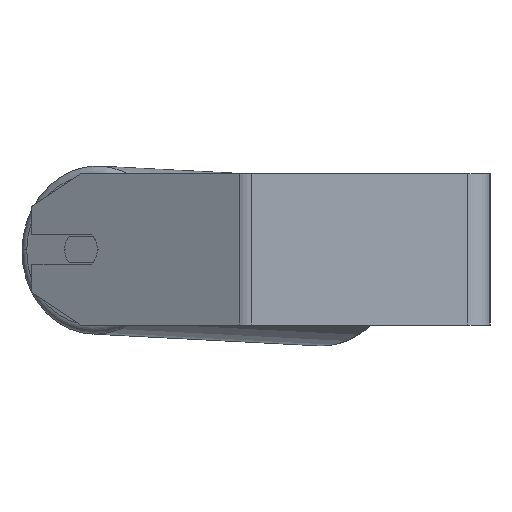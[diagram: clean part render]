
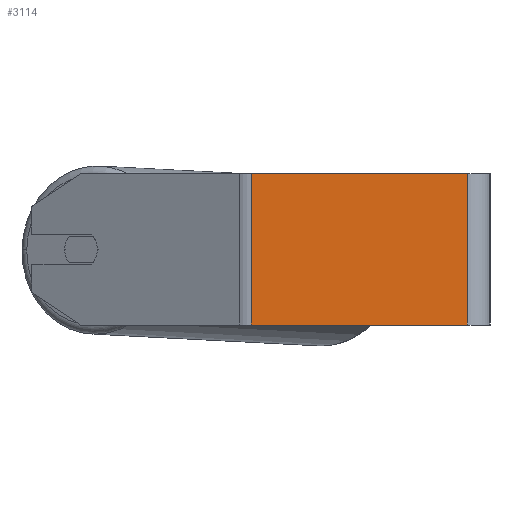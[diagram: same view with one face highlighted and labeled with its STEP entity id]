
A CAD part, left-side view. The second image highlights one B-rep face of the part: STEP entity #3114.
In plain terms, the highlighted planar face has unit normal (-1, 0, 0).
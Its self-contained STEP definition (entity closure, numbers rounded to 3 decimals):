
#1 = CARTESIAN_POINT ( 'NONE',  ( -300., 129.568, 40. ) ) ;
#244 = CARTESIAN_POINT ( 'NONE',  ( -300., 129.568, 40. ) ) ;
#328 = VECTOR ( 'NONE', #5641, 1000. ) ;
#838 = FACE_OUTER_BOUND ( 'NONE', #3216, .T. ) ;
#1043 = LINE ( 'NONE', #4356, #5457 ) ;
#1136 = CARTESIAN_POINT ( 'NONE',  ( -300., 126.353, -40. ) ) ;
#1186 = LINE ( 'NONE', #7290, #3903 ) ;
#1264 = EDGE_CURVE ( 'NONE', #1312, #4412, #1043, .T. ) ;
#1312 = VERTEX_POINT ( 'NONE', #2210 ) ;
#1513 = VECTOR ( 'NONE', #2457, 1000. ) ;
#1871 = VERTEX_POINT ( 'NONE', #1136 ) ;
#2210 = CARTESIAN_POINT ( 'NONE',  ( -300., 12., 40. ) ) ;
#2457 = DIRECTION ( 'NONE',  ( 0., -1., 0. ) ) ;
#2482 = DIRECTION ( 'NONE',  ( 1., 0., 0. ) ) ;
#2797 = LINE ( 'NONE', #1, #1513 ) ;
#2924 = ORIENTED_EDGE ( 'NONE', *, *, #1264, .F. ) ;
#3114 = ADVANCED_FACE ( 'NONE', ( #838 ), #5785, .F. ) ;
#3208 = DIRECTION ( 'NONE',  ( 0., 0., -1. ) ) ;
#3216 = EDGE_LOOP ( 'NONE', ( #5815, #2924, #3850, #4626 ) ) ;
#3233 = CARTESIAN_POINT ( 'NONE',  ( -300., 129.568, -40. ) ) ;
#3709 = AXIS2_PLACEMENT_3D ( 'NONE', #244, #2482, #4705 ) ;
#3786 = LINE ( 'NONE', #3233, #328 ) ;
#3831 = VERTEX_POINT ( 'NONE', #5801 ) ;
#3850 = ORIENTED_EDGE ( 'NONE', *, *, #5292, .F. ) ;
#3903 = VECTOR ( 'NONE', #5655, 1000. ) ;
#4356 = CARTESIAN_POINT ( 'NONE',  ( -300., 12., 40. ) ) ;
#4412 = VERTEX_POINT ( 'NONE', #6662 ) ;
#4626 = ORIENTED_EDGE ( 'NONE', *, *, #6036, .T. ) ;
#4705 = DIRECTION ( 'NONE',  ( 0., 0., -1. ) ) ;
#5292 = EDGE_CURVE ( 'NONE', #3831, #1312, #2797, .T. ) ;
#5457 = VECTOR ( 'NONE', #3208, 1000. ) ;
#5641 = DIRECTION ( 'NONE',  ( 0., -1., 0. ) ) ;
#5647 = EDGE_CURVE ( 'NONE', #1871, #4412, #3786, .T. ) ;
#5655 = DIRECTION ( 'NONE',  ( 0., 0., -1. ) ) ;
#5785 = PLANE ( 'NONE',  #3709 ) ;
#5801 = CARTESIAN_POINT ( 'NONE',  ( -300., 126.353, 40. ) ) ;
#5815 = ORIENTED_EDGE ( 'NONE', *, *, #5647, .T. ) ;
#6036 = EDGE_CURVE ( 'NONE', #3831, #1871, #1186, .T. ) ;
#6662 = CARTESIAN_POINT ( 'NONE',  ( -300., 12., -40. ) ) ;
#7290 = CARTESIAN_POINT ( 'NONE',  ( -300., 126.353, 40. ) ) ;
